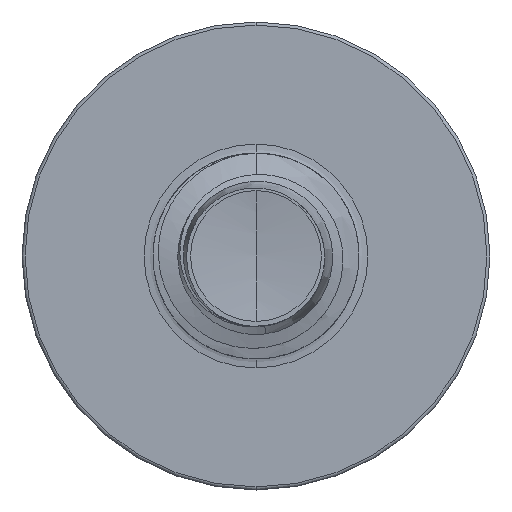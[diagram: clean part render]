
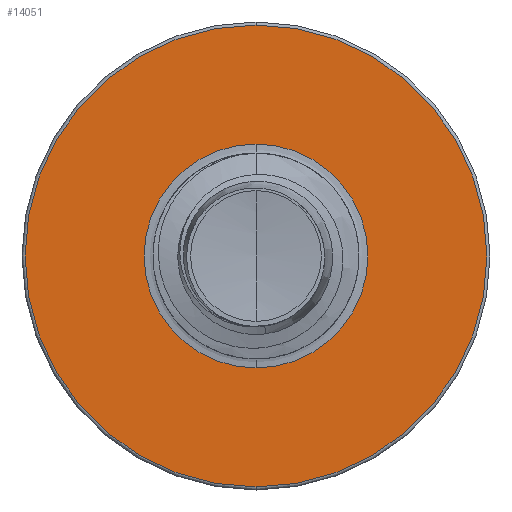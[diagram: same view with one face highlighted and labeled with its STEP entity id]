
A CAD part, front view. The second image highlights one B-rep face of the part: STEP entity #14051.
In plain terms, the highlighted planar face has unit normal (0, -1, 0).
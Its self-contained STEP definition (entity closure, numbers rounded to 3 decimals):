
#1295 = VERTEX_POINT ( 'NONE', #19927 ) ;
#1476 = CARTESIAN_POINT ( 'NONE',  ( 0., 7.5, 2.467 ) ) ;
#2698 = CIRCLE ( 'NONE', #18062, 2.467 ) ;
#4288 = DIRECTION ( 'NONE',  ( 0., 0., 1. ) ) ;
#4406 = VERTEX_POINT ( 'NONE', #17475 ) ;
#4770 = VERTEX_POINT ( 'NONE', #15551 ) ;
#6179 = PLANE ( 'NONE',  #23962 ) ;
#6321 = FACE_OUTER_BOUND ( 'NONE', #14643, .T. ) ;
#6506 = AXIS2_PLACEMENT_3D ( 'NONE', #20764, #9794, #22415 ) ;
#6567 = CIRCLE ( 'NONE', #20662, 2.467 ) ;
#8140 = CARTESIAN_POINT ( 'NONE',  ( 0., 7.5, 0. ) ) ;
#8602 = EDGE_LOOP ( 'NONE', ( #15255, #15357 ) ) ;
#9532 = CIRCLE ( 'NONE', #12047, 1.196 ) ;
#9794 = DIRECTION ( 'NONE',  ( 0., 1., 0. ) ) ;
#10040 = CARTESIAN_POINT ( 'NONE',  ( 0., 7.5, -1.196 ) ) ;
#10091 = DIRECTION ( 'NONE',  ( 0., 0., 1. ) ) ;
#10238 = DIRECTION ( 'NONE',  ( 0., 1., 0. ) ) ;
#11044 = DIRECTION ( 'NONE',  ( 0., 1., 0. ) ) ;
#12047 = AXIS2_PLACEMENT_3D ( 'NONE', #21141, #10238, #22773 ) ;
#12748 = EDGE_CURVE ( 'NONE', #21221, #4406, #2698, .T. ) ;
#14051 = ADVANCED_FACE ( 'NONE', ( #6321, #16450 ), #6179, .F. ) ;
#14637 = EDGE_CURVE ( 'NONE', #4770, #1295, #19481, .T. ) ;
#14643 = EDGE_LOOP ( 'NONE', ( #15084, #15105 ) ) ;
#15084 = ORIENTED_EDGE ( 'NONE', *, *, #12748, .F. ) ;
#15105 = ORIENTED_EDGE ( 'NONE', *, *, #18926, .F. ) ;
#15255 = ORIENTED_EDGE ( 'NONE', *, *, #20451, .T. ) ;
#15357 = ORIENTED_EDGE ( 'NONE', *, *, #14637, .T. ) ;
#15551 = CARTESIAN_POINT ( 'NONE',  ( 0., 7.5, -1.196 ) ) ;
#15785 = DIRECTION ( 'NONE',  ( 0., 1., 0. ) ) ;
#16450 = FACE_BOUND ( 'NONE', #8602, .T. ) ;
#17475 = CARTESIAN_POINT ( 'NONE',  ( 0., 7.5, -2.467 ) ) ;
#18062 = AXIS2_PLACEMENT_3D ( 'NONE', #21828, #11044, #23484 ) ;
#18926 = EDGE_CURVE ( 'NONE', #4406, #21221, #6567, .T. ) ;
#19481 = CIRCLE ( 'NONE', #6506, 1.196 ) ;
#19927 = CARTESIAN_POINT ( 'NONE',  ( 0., 7.5, 1.196 ) ) ;
#20451 = EDGE_CURVE ( 'NONE', #1295, #4770, #9532, .T. ) ;
#20662 = AXIS2_PLACEMENT_3D ( 'NONE', #8140, #21004, #10091 ) ;
#20764 = CARTESIAN_POINT ( 'NONE',  ( 0., 7.5, 0. ) ) ;
#21004 = DIRECTION ( 'NONE',  ( 0., 1., 0. ) ) ;
#21141 = CARTESIAN_POINT ( 'NONE',  ( 0., 7.5, 0. ) ) ;
#21221 = VERTEX_POINT ( 'NONE', #1476 ) ;
#21828 = CARTESIAN_POINT ( 'NONE',  ( 0., 7.5, 0. ) ) ;
#22415 = DIRECTION ( 'NONE',  ( 0., 0., 1. ) ) ;
#22773 = DIRECTION ( 'NONE',  ( 0., 0., 1. ) ) ;
#23484 = DIRECTION ( 'NONE',  ( 0., 0., 1. ) ) ;
#23962 = AXIS2_PLACEMENT_3D ( 'NONE', #10040, #15785, #4288 ) ;
